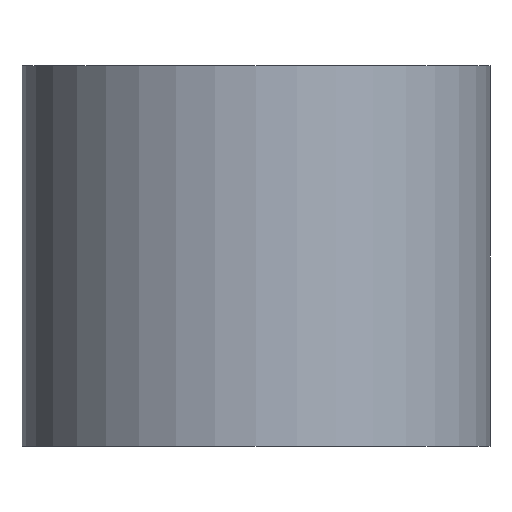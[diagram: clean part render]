
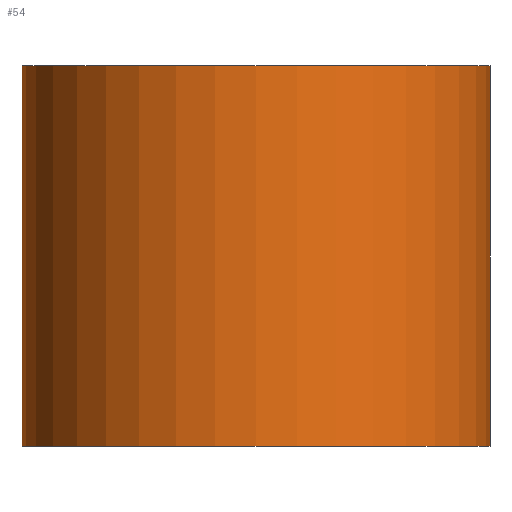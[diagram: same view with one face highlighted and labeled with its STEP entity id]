
A CAD part, front view. The second image highlights one B-rep face of the part: STEP entity #54.
In plain terms, the highlighted cylindrical face has radius 2.95 mm (diameter 5.9 mm), a full revolution.
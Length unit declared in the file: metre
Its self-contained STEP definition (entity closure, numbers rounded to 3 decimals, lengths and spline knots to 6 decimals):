
#13=CYLINDRICAL_SURFACE('',#74,0.00295);
#18=ORIENTED_EDGE('',*,*,#22,.F.);
#19=ORIENTED_EDGE('',*,*,#25,.F.);
#22=EDGE_CURVE('',#26,#26,#30,.F.);
#25=EDGE_CURVE('',#29,#29,#33,.T.);
#26=VERTEX_POINT('',#98);
#29=VERTEX_POINT('',#106);
#30=CIRCLE('',#70,0.00295);
#33=CIRCLE('',#75,0.00295);
#38=EDGE_LOOP('',(#18));
#39=EDGE_LOOP('',(#19));
#46=FACE_BOUND('',#38,.T.);
#47=FACE_BOUND('',#39,.T.);
#54=ADVANCED_FACE('',(#46,#47),#13,.T.);
#70=AXIS2_PLACEMENT_3D('',#97,#81,#82);
#74=AXIS2_PLACEMENT_3D('',#104,#89,#90);
#75=AXIS2_PLACEMENT_3D('',#105,#91,#92);
#81=DIRECTION('',(0.,0.,-1.));
#82=DIRECTION('',(-1.,0.,0.));
#89=DIRECTION('',(0.,0.,-1.));
#90=DIRECTION('',(-1.,0.,0.));
#91=DIRECTION('',(0.,0.,-1.));
#92=DIRECTION('',(-1.,0.,0.));
#97=CARTESIAN_POINT('',(0.068,-0.024,0.0065));
#98=CARTESIAN_POINT('',(0.06505,-0.024,0.0065));
#104=CARTESIAN_POINT('',(0.068,-0.024,0.017602));
#105=CARTESIAN_POINT('',(0.068,-0.024,0.0017));
#106=CARTESIAN_POINT('',(0.06505,-0.024,0.0017));
